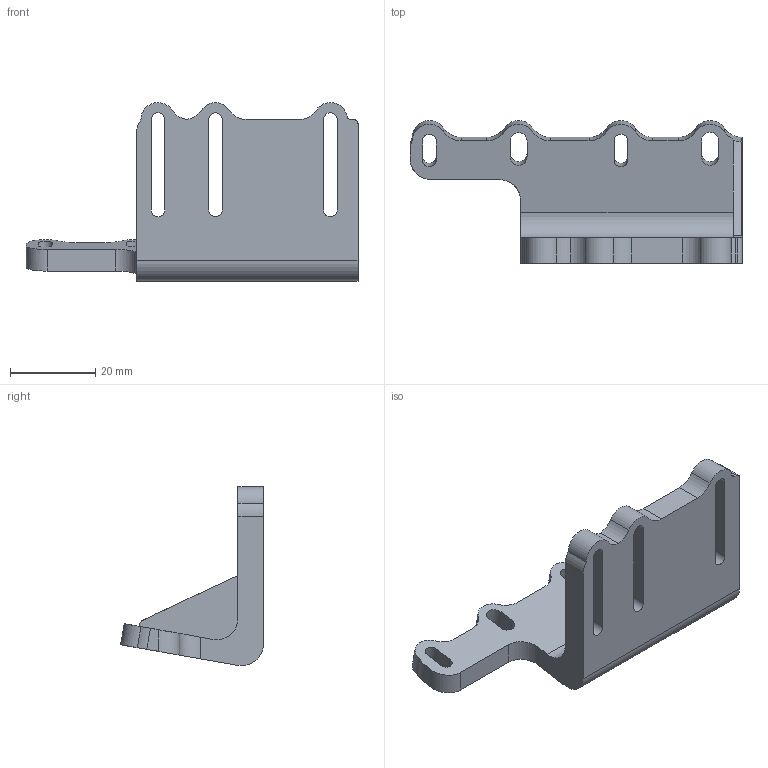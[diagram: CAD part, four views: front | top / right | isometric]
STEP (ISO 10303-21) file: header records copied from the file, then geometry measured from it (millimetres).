
FILE_DESCRIPTION(/* description */ ('STEP AP242'),/* implementation_level */ '2;1');
FILE_NAME(/* name */ 'camera_mount.step',/* time_stamp */ '2025-06-09T09:16:41+08:00',/* author */ (''),/* organization */ (''),/* preprocessor_version */ 'ST-DEVELOPER v20.1',/* originating_system */ 'Autodesk Translation Framework v14.10.0.0',/* authorisation */ '');
FILE_SCHEMA (('AUTOMOTIVE_DESIGN { 1 0 10303 214 3 1 1 }'));
Length unit declared in the file: metre
Products named in the file (1): 435
Bounding box: 78 x 33.57 x 42 mm (x, y, z)
Volume: 18929.6 mm3; surface area: 9720.1 mm2
Topology: 1 solids, 1 shells, 75 faces, 218 edges, 145 vertices
Faces by surface type: cylinder 40, plane 34, bspline 1
Entity records: 2597 total; most frequent: CARTESIAN_POINT 473, DIRECTION 445, ORIENTED_EDGE 436, EDGE_CURVE 218, AXIS2_PLACEMENT_3D 155, VERTEX_POINT 145, LINE 135, VECTOR 135
